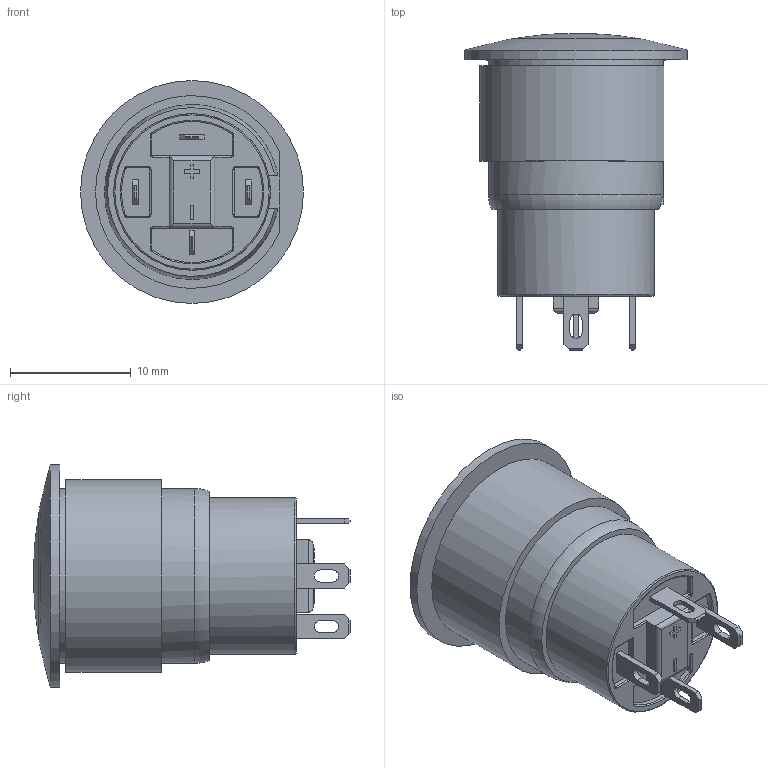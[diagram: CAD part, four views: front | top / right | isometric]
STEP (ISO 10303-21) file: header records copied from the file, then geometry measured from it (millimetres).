
FILE_DESCRIPTION(/* description */ (''),/* implementation_level */ '2;1');
FILE_NAME(/* name */ 'PVA6LRP21xx1.stp',/* time_stamp */ '2021-02-14T21:49:50-06:00',/* author */ ('mwilliams'),/* organization */ (''),/* preprocessor_version */ 'ST-DEVELOPER v18',/* originating_system */ 'Autodesk Inventor 2020',/* authorisation */ '');
FILE_SCHEMA (('AUTOMOTIVE_DESIGN { 1 0 10303 214 3 1 1 }'));
Length unit declared in the file: millimetre
Products named in the file (1): PVA6LRP21xx1
Bounding box: 18.5 x 26.29 x 18.5 mm (x, y, z)
Volume: 3683.2 mm3; surface area: 1684.3 mm2
Topology: 1 solids, 1 shells, 204 faces, 518 edges, 332 vertices
Faces by surface type: plane 91, cylinder 76, torus 28, sphere 5, bspline 4
Full cylindrical faces by diameter (mm): 10.5 x1, 11.9 x1, 13 x1, 14.511 x2, 18.5 x1
Entity records: 6559 total; most frequent: CARTESIAN_POINT 1435, DIRECTION 1099, ORIENTED_EDGE 1036, EDGE_CURVE 518, AXIS2_PLACEMENT_3D 399, VERTEX_POINT 332, LINE 301, VECTOR 301
